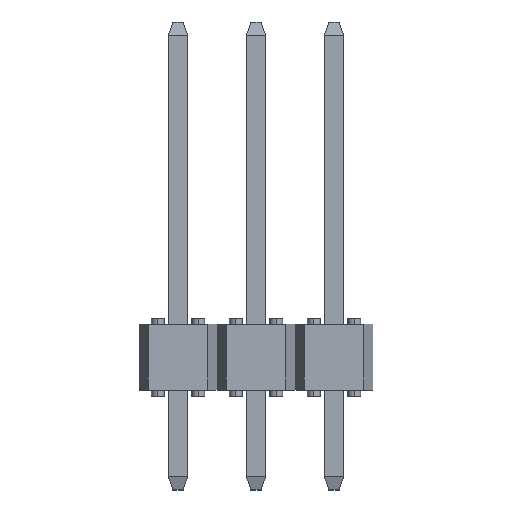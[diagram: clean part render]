
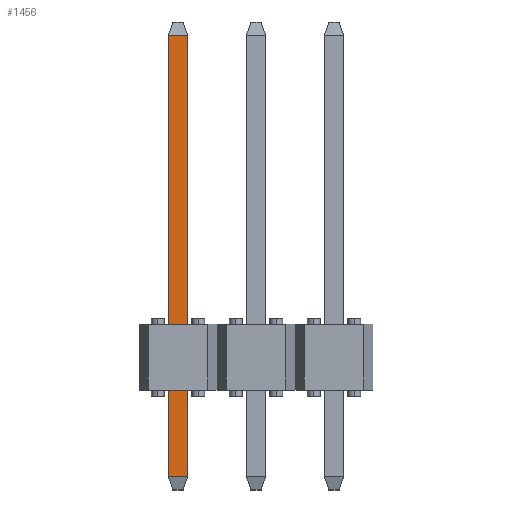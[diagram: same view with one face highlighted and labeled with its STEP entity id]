
A CAD part, top view. The second image highlights one B-rep face of the part: STEP entity #1456.
In plain terms, the highlighted planar face has unit normal (0, 0, 1).
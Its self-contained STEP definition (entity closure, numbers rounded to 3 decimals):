
#61 = CARTESIAN_POINT ( 'NONE',  ( -2.22, -2.624, 0.32 ) ) ;
#73 = VECTOR ( 'NONE', #577, 1000. ) ;
#94 = DIRECTION ( 'NONE',  ( -1., 0., 0. ) ) ;
#163 = CARTESIAN_POINT ( 'NONE',  ( -2.22, 11.764, 0.32 ) ) ;
#181 = LINE ( 'NONE', #1684, #2060 ) ;
#259 = FACE_OUTER_BOUND ( 'NONE', #1020, .T. ) ;
#392 = CARTESIAN_POINT ( 'NONE',  ( -2.86, 11.764, 0.32 ) ) ;
#411 = ORIENTED_EDGE ( 'NONE', *, *, #541, .T. ) ;
#541 = EDGE_CURVE ( 'NONE', #896, #978, #969, .T. ) ;
#575 = AXIS2_PLACEMENT_3D ( 'NONE', #2434, #1054, #94 ) ;
#577 = DIRECTION ( 'NONE',  ( 1., 0., 0. ) ) ;
#790 = CARTESIAN_POINT ( 'NONE',  ( -2.86, -2.624, 0.32 ) ) ;
#795 = VECTOR ( 'NONE', #2275, 1000. ) ;
#896 = VERTEX_POINT ( 'NONE', #1293 ) ;
#969 = LINE ( 'NONE', #790, #73 ) ;
#978 = VERTEX_POINT ( 'NONE', #61 ) ;
#1020 = EDGE_LOOP ( 'NONE', ( #411, #2053, #1171, #1469 ) ) ;
#1054 = DIRECTION ( 'NONE',  ( 0., 0., -1. ) ) ;
#1057 = EDGE_CURVE ( 'NONE', #1114, #978, #1718, .T. ) ;
#1114 = VERTEX_POINT ( 'NONE', #163 ) ;
#1171 = ORIENTED_EDGE ( 'NONE', *, *, #2109, .F. ) ;
#1248 = CARTESIAN_POINT ( 'NONE',  ( -2.86, 11.764, 0.32 ) ) ;
#1272 = LINE ( 'NONE', #1248, #795 ) ;
#1293 = CARTESIAN_POINT ( 'NONE',  ( -2.86, -2.624, 0.32 ) ) ;
#1330 = DIRECTION ( 'NONE',  ( 0., -1., 0. ) ) ;
#1435 = PLANE ( 'NONE',  #575 ) ;
#1456 = ADVANCED_FACE ( 'NONE', ( #259 ), #1435, .F. ) ;
#1469 = ORIENTED_EDGE ( 'NONE', *, *, #2254, .T. ) ;
#1540 = VERTEX_POINT ( 'NONE', #392 ) ;
#1684 = CARTESIAN_POINT ( 'NONE',  ( -2.86, 12.19, 0.32 ) ) ;
#1718 = LINE ( 'NONE', #1876, #1754 ) ;
#1754 = VECTOR ( 'NONE', #1330, 1000. ) ;
#1876 = CARTESIAN_POINT ( 'NONE',  ( -2.22, 12.19, 0.32 ) ) ;
#1910 = DIRECTION ( 'NONE',  ( 0., -1., 0. ) ) ;
#2053 = ORIENTED_EDGE ( 'NONE', *, *, #1057, .F. ) ;
#2060 = VECTOR ( 'NONE', #1910, 1000. ) ;
#2109 = EDGE_CURVE ( 'NONE', #1540, #1114, #1272, .T. ) ;
#2254 = EDGE_CURVE ( 'NONE', #1540, #896, #181, .T. ) ;
#2275 = DIRECTION ( 'NONE',  ( 1., 0., 0. ) ) ;
#2434 = CARTESIAN_POINT ( 'NONE',  ( -2.86, 12.19, 0.32 ) ) ;
